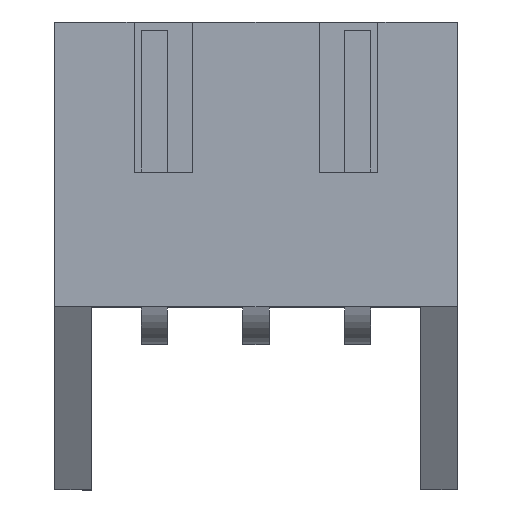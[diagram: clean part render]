
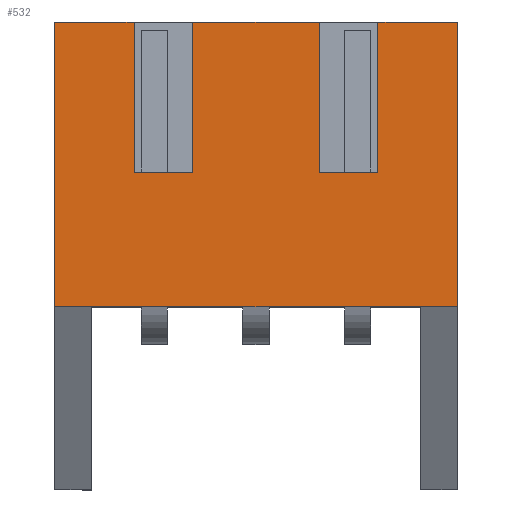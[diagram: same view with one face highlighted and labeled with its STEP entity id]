
A CAD part, top view. The second image highlights one B-rep face of the part: STEP entity #532.
In plain terms, the highlighted planar face has unit normal (0, 0, 1).
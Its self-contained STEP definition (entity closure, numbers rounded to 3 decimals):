
#8 = VERTEX_POINT ( 'NONE', #815 ) ;
#9 = VERTEX_POINT ( 'NONE', #814 ) ;
#10 = EDGE_CURVE ( 'NONE', #9, #97, #813, .T. ) ;
#97 = VERTEX_POINT ( 'NONE', #1121 ) ;
#320 = VERTEX_POINT ( 'NONE', #1781 ) ;
#321 = ORIENTED_EDGE ( 'NONE', *, *, #322, .T. ) ;
#322 = EDGE_CURVE ( 'NONE', #320, #97, #1780, .T. ) ;
#323 = ORIENTED_EDGE ( 'NONE', *, *, #339, .F. ) ;
#324 = ORIENTED_EDGE ( 'NONE', *, *, #583, .F. ) ;
#325 = ORIENTED_EDGE ( 'NONE', *, *, #461, .F. ) ;
#326 = ORIENTED_EDGE ( 'NONE', *, *, #594, .F. ) ;
#337 = VERTEX_POINT ( 'NONE', #1813 ) ;
#339 = EDGE_CURVE ( 'NONE', #337, #351, #1812, .T. ) ;
#346 = VERTEX_POINT ( 'NONE', #1797 ) ;
#351 = VERTEX_POINT ( 'NONE', #1850 ) ;
#353 = EDGE_CURVE ( 'NONE', #351, #592, #1849, .T. ) ;
#444 = EDGE_CURVE ( 'NONE', #592, #9, #1969, .T. ) ;
#459 = VERTEX_POINT ( 'NONE', #2008 ) ;
#461 = EDGE_CURVE ( 'NONE', #459, #346, #2007, .T. ) ;
#516 = VERTEX_POINT ( 'NONE', #2140 ) ;
#525 = EDGE_CURVE ( 'NONE', #516, #572, #2187, .T. ) ;
#532 = ADVANCED_FACE ( 'NONE', ( #2174 ), #2173, .T. ) ;
#533 = EDGE_LOOP ( 'NONE', ( #541, #542, #543, #563, #321, #544, #545, #546, #323, #324, #325, #326 ) ) ;
#541 = ORIENTED_EDGE ( 'NONE', *, *, #605, .F. ) ;
#542 = ORIENTED_EDGE ( 'NONE', *, *, #574, .F. ) ;
#543 = ORIENTED_EDGE ( 'NONE', *, *, #525, .F. ) ;
#544 = ORIENTED_EDGE ( 'NONE', *, *, #10, .F. ) ;
#545 = ORIENTED_EDGE ( 'NONE', *, *, #444, .F. ) ;
#546 = ORIENTED_EDGE ( 'NONE', *, *, #353, .F. ) ;
#563 = ORIENTED_EDGE ( 'NONE', *, *, #564, .F. ) ;
#564 = EDGE_CURVE ( 'NONE', #320, #516, #2217, .T. ) ;
#572 = VERTEX_POINT ( 'NONE', #2260 ) ;
#574 = EDGE_CURVE ( 'NONE', #572, #603, #2258, .T. ) ;
#583 = EDGE_CURVE ( 'NONE', #346, #337, #2288, .T. ) ;
#592 = VERTEX_POINT ( 'NONE', #2334 ) ;
#594 = EDGE_CURVE ( 'NONE', #8, #459, #2333, .T. ) ;
#603 = VERTEX_POINT ( 'NONE', #2314 ) ;
#605 = EDGE_CURVE ( 'NONE', #603, #8, #2312, .T. ) ;
#810 = DIRECTION ( 'NONE',  ( 1., 0., 0. ) ) ;
#811 = VECTOR ( 'NONE', #810, 1000. ) ;
#812 = CARTESIAN_POINT ( 'NONE',  ( 4.95, 0., 0. ) ) ;
#813 = LINE ( 'NONE', #812, #811 ) ;
#814 = CARTESIAN_POINT ( 'NONE',  ( 3., 0., 0. ) ) ;
#815 = CARTESIAN_POINT ( 'NONE',  ( -3., -3.7, 0. ) ) ;
#1121 = CARTESIAN_POINT ( 'NONE',  ( 4.95, 0., 0. ) ) ;
#1777 = DIRECTION ( 'NONE',  ( 0., 1., 0. ) ) ;
#1778 = VECTOR ( 'NONE', #1777, 1000. ) ;
#1779 = CARTESIAN_POINT ( 'NONE',  ( 4.95, -11.5, 0. ) ) ;
#1780 = LINE ( 'NONE', #1779, #1778 ) ;
#1781 = CARTESIAN_POINT ( 'NONE',  ( 4.95, -7., 0. ) ) ;
#1797 = CARTESIAN_POINT ( 'NONE',  ( -1.55, 0., 0. ) ) ;
#1809 = DIRECTION ( 'NONE',  ( 0., -1., 0. ) ) ;
#1810 = VECTOR ( 'NONE', #1809, 1000. ) ;
#1811 = CARTESIAN_POINT ( 'NONE',  ( 1.55, 0., 0. ) ) ;
#1812 = LINE ( 'NONE', #1811, #1810 ) ;
#1813 = CARTESIAN_POINT ( 'NONE',  ( 1.55, 0., 0. ) ) ;
#1846 = DIRECTION ( 'NONE',  ( 1., 0., 0. ) ) ;
#1847 = VECTOR ( 'NONE', #1846, 1000. ) ;
#1848 = CARTESIAN_POINT ( 'NONE',  ( 3., -3.7, 0. ) ) ;
#1849 = LINE ( 'NONE', #1848, #1847 ) ;
#1850 = CARTESIAN_POINT ( 'NONE',  ( 1.55, -3.7, 0. ) ) ;
#1966 = DIRECTION ( 'NONE',  ( 0., 1., 0. ) ) ;
#1967 = VECTOR ( 'NONE', #1966, 1000. ) ;
#1968 = CARTESIAN_POINT ( 'NONE',  ( 3., 0., 0. ) ) ;
#1969 = LINE ( 'NONE', #1968, #1967 ) ;
#2004 = DIRECTION ( 'NONE',  ( 0., 1., 0. ) ) ;
#2005 = VECTOR ( 'NONE', #2004, 1000. ) ;
#2006 = CARTESIAN_POINT ( 'NONE',  ( -1.55, 0., 0. ) ) ;
#2007 = LINE ( 'NONE', #2006, #2005 ) ;
#2008 = CARTESIAN_POINT ( 'NONE',  ( -1.55, -3.7, 0. ) ) ;
#2140 = CARTESIAN_POINT ( 'NONE',  ( -4.95, -7., 0. ) ) ;
#2168 = DIRECTION ( 'NONE',  ( 0., 1., 0. ) ) ;
#2169 = DIRECTION ( 'NONE',  ( 0., 0., 1. ) ) ;
#2170 = CARTESIAN_POINT ( 'NONE',  ( 4.95, -11.5, 0. ) ) ;
#2172 = AXIS2_PLACEMENT_3D ( 'NONE', #2170, #2169, #2168 ) ;
#2173 = PLANE ( 'NONE',  #2172 ) ;
#2174 = FACE_OUTER_BOUND ( 'NONE', #533, .T. ) ;
#2184 = DIRECTION ( 'NONE',  ( 0., 1., 0. ) ) ;
#2185 = VECTOR ( 'NONE', #2184, 1000. ) ;
#2186 = CARTESIAN_POINT ( 'NONE',  ( -4.95, -11.5, 0. ) ) ;
#2187 = LINE ( 'NONE', #2186, #2185 ) ;
#2214 = DIRECTION ( 'NONE',  ( -1., 0., 0. ) ) ;
#2215 = VECTOR ( 'NONE', #2214, 1000. ) ;
#2216 = CARTESIAN_POINT ( 'NONE',  ( 10.712, -7., 0. ) ) ;
#2217 = LINE ( 'NONE', #2216, #2215 ) ;
#2255 = DIRECTION ( 'NONE',  ( 1., 0., 0. ) ) ;
#2256 = VECTOR ( 'NONE', #2255, 1000. ) ;
#2257 = CARTESIAN_POINT ( 'NONE',  ( 4.95, 0., 0. ) ) ;
#2258 = LINE ( 'NONE', #2257, #2256 ) ;
#2260 = CARTESIAN_POINT ( 'NONE',  ( -4.95, 0., 0. ) ) ;
#2285 = DIRECTION ( 'NONE',  ( 1., 0., 0. ) ) ;
#2286 = VECTOR ( 'NONE', #2285, 1000. ) ;
#2287 = CARTESIAN_POINT ( 'NONE',  ( 4.95, 0., 0. ) ) ;
#2288 = LINE ( 'NONE', #2287, #2286 ) ;
#2309 = DIRECTION ( 'NONE',  ( 0., -1., 0. ) ) ;
#2310 = VECTOR ( 'NONE', #2309, 1000. ) ;
#2311 = CARTESIAN_POINT ( 'NONE',  ( -3., 0., 0. ) ) ;
#2312 = LINE ( 'NONE', #2311, #2310 ) ;
#2314 = CARTESIAN_POINT ( 'NONE',  ( -3., 0., 0. ) ) ;
#2330 = DIRECTION ( 'NONE',  ( 1., 0., 0. ) ) ;
#2331 = VECTOR ( 'NONE', #2330, 1000. ) ;
#2332 = CARTESIAN_POINT ( 'NONE',  ( -3., -3.7, 0. ) ) ;
#2333 = LINE ( 'NONE', #2332, #2331 ) ;
#2334 = CARTESIAN_POINT ( 'NONE',  ( 3., -3.7, 0. ) ) ;
